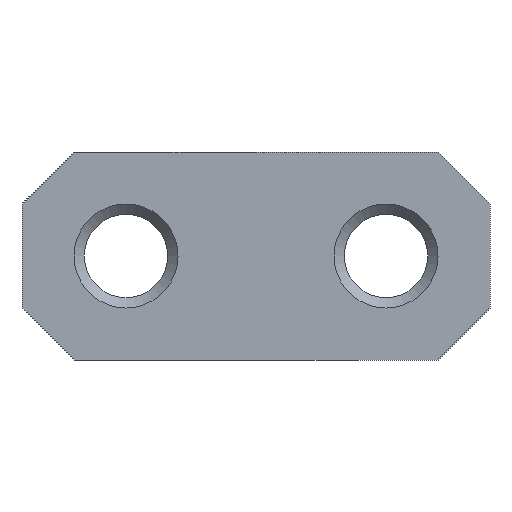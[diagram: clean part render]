
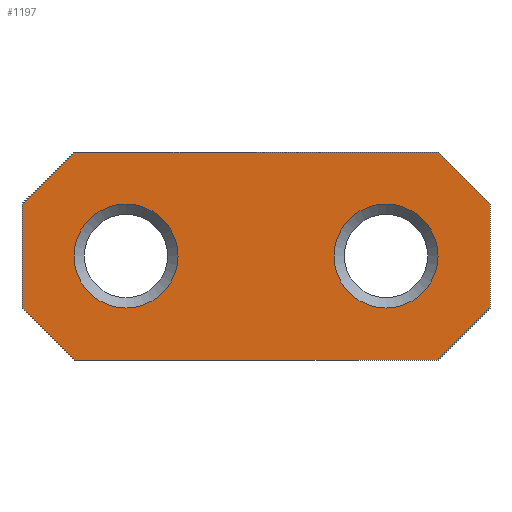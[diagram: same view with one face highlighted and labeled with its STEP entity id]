
A CAD part, left-side view. The second image highlights one B-rep face of the part: STEP entity #1197.
In plain terms, the highlighted planar face has unit normal (-1, 0, 0).
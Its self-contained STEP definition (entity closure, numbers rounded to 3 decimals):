
#19=FACE_BOUND('',#172,.T.);
#20=FACE_BOUND('',#173,.T.);
#31=PLANE('',#1320);
#95=FACE_OUTER_BOUND('',#171,.T.);
#171=EDGE_LOOP('',(#919,#920,#921,#922,#923,#924,#925,#926));
#172=EDGE_LOOP('',(#927));
#173=EDGE_LOOP('',(#928));
#259=LINE('',#1919,#371);
#262=LINE('',#1925,#374);
#265=LINE('',#1959,#377);
#268=LINE('',#1975,#380);
#269=LINE('',#1976,#381);
#270=LINE('',#1978,#382);
#271=LINE('',#1980,#383);
#272=LINE('',#1981,#384);
#371=VECTOR('',#1535,10.);
#374=VECTOR('',#1540,10.);
#377=VECTOR('',#1553,10.);
#380=VECTOR('',#1570,10.);
#381=VECTOR('',#1571,10.);
#382=VECTOR('',#1572,10.);
#383=VECTOR('',#1573,10.);
#384=VECTOR('',#1574,10.);
#445=CIRCLE('',#1258,2.);
#476=CIRCLE('',#1315,2.);
#507=VERTEX_POINT('',#1781);
#555=VERTEX_POINT('',#1917);
#556=VERTEX_POINT('',#1918);
#557=VERTEX_POINT('',#1923);
#558=VERTEX_POINT('',#1924);
#559=VERTEX_POINT('',#1961);
#563=VERTEX_POINT('',#1973);
#564=VERTEX_POINT('',#1974);
#565=VERTEX_POINT('',#1977);
#566=VERTEX_POINT('',#1979);
#611=EDGE_CURVE('',#507,#507,#445,.T.);
#678=EDGE_CURVE('',#555,#556,#259,.T.);
#681=EDGE_CURVE('',#557,#558,#262,.T.);
#687=EDGE_CURVE('',#556,#557,#265,.T.);
#688=EDGE_CURVE('',#559,#559,#476,.T.);
#694=EDGE_CURVE('',#563,#564,#268,.T.);
#695=EDGE_CURVE('',#563,#555,#269,.T.);
#696=EDGE_CURVE('',#565,#558,#270,.T.);
#697=EDGE_CURVE('',#566,#565,#271,.T.);
#698=EDGE_CURVE('',#564,#566,#272,.T.);
#919=ORIENTED_EDGE('',*,*,#694,.F.);
#920=ORIENTED_EDGE('',*,*,#695,.T.);
#921=ORIENTED_EDGE('',*,*,#678,.T.);
#922=ORIENTED_EDGE('',*,*,#687,.T.);
#923=ORIENTED_EDGE('',*,*,#681,.T.);
#924=ORIENTED_EDGE('',*,*,#696,.F.);
#925=ORIENTED_EDGE('',*,*,#697,.F.);
#926=ORIENTED_EDGE('',*,*,#698,.F.);
#927=ORIENTED_EDGE('',*,*,#611,.T.);
#928=ORIENTED_EDGE('',*,*,#688,.F.);
#1197=ADVANCED_FACE('',(#95,#19,#20),#31,.T.);
#1258=AXIS2_PLACEMENT_3D('',#1782,#1397,#1398);
#1315=AXIS2_PLACEMENT_3D('',#1962,#1556,#1557);
#1320=AXIS2_PLACEMENT_3D('',#1972,#1568,#1569);
#1397=DIRECTION('center_axis',(1.,0.,0.));
#1398=DIRECTION('ref_axis',(0.,1.,0.));
#1535=DIRECTION('',(0.,-0.707,0.707));
#1540=DIRECTION('',(0.,0.707,0.707));
#1553=DIRECTION('',(0.,0.,1.));
#1556=DIRECTION('center_axis',(-1.,0.,0.));
#1557=DIRECTION('ref_axis',(0.,-1.,0.));
#1568=DIRECTION('center_axis',(-1.,0.,0.));
#1569=DIRECTION('ref_axis',(0.,-1.,0.));
#1570=DIRECTION('',(0.,0.707,0.707));
#1571=DIRECTION('',(0.,-1.,0.));
#1572=DIRECTION('',(0.,-1.,0.));
#1573=DIRECTION('',(0.,-0.707,0.707));
#1574=DIRECTION('',(0.,0.,1.));
#1781=CARTESIAN_POINT('',(0.,-7.,4.));
#1782=CARTESIAN_POINT('Origin',(0.,-5.,4.));
#1917=CARTESIAN_POINT('',(0.,-7.,0.));
#1918=CARTESIAN_POINT('',(0.,-9.,2.));
#1919=CARTESIAN_POINT('',(0.,-8.,1.));
#1923=CARTESIAN_POINT('',(0.,-9.,6.));
#1924=CARTESIAN_POINT('',(0.,-7.,8.));
#1925=CARTESIAN_POINT('',(0.,-10.,5.));
#1959=CARTESIAN_POINT('',(0.,-9.,0.));
#1961=CARTESIAN_POINT('',(0.,7.,4.));
#1962=CARTESIAN_POINT('Origin',(0.,5.,4.));
#1972=CARTESIAN_POINT('Origin',(0.,9.,0.));
#1973=CARTESIAN_POINT('',(0.,7.,0.));
#1974=CARTESIAN_POINT('',(0.,9.,2.));
#1975=CARTESIAN_POINT('',(0.,8.,1.));
#1976=CARTESIAN_POINT('',(0.,9.,0.));
#1977=CARTESIAN_POINT('',(0.,7.,8.));
#1978=CARTESIAN_POINT('',(0.,9.,8.));
#1979=CARTESIAN_POINT('',(0.,9.,6.));
#1980=CARTESIAN_POINT('',(0.,10.,5.));
#1981=CARTESIAN_POINT('',(0.,9.,0.));
